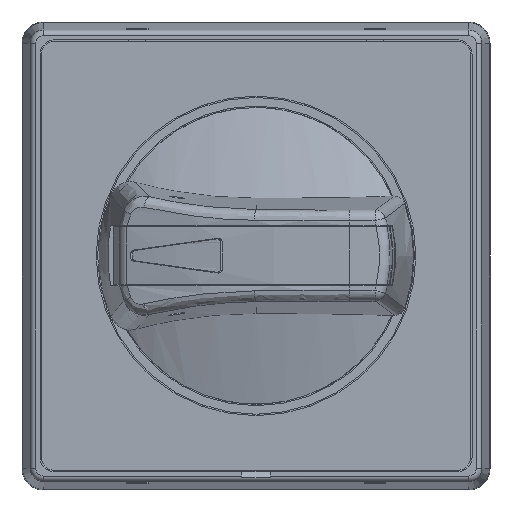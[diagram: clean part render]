
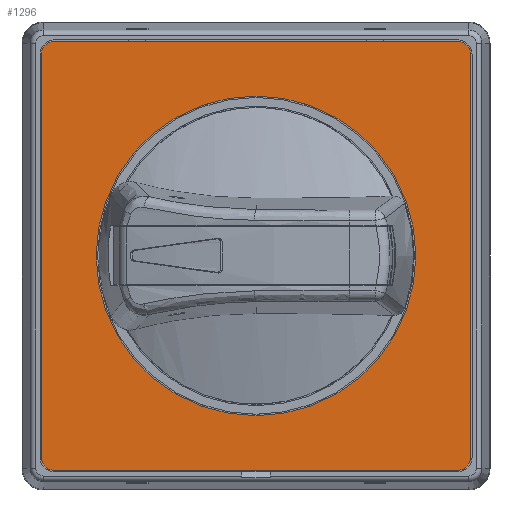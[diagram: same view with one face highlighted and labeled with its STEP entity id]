
A CAD part, top view. The second image highlights one B-rep face of the part: STEP entity #1296.
In plain terms, the highlighted planar face has unit normal (0, 0, 1).
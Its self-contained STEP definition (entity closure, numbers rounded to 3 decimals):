
#450=FACE_BOUND('',#2338,.T.);
#451=FACE_BOUND('',#2339,.T.);
#894=PLANE('',#10009);
#1296=ADVANCED_FACE('',(#450,#451),#894,.T.);
#2338=EDGE_LOOP('',(#5796,#5797,#5798,#5799,#5800,#5801,#5802,#5803));
#2339=EDGE_LOOP('',(#5804));
#2985=LINE('',#23476,#3688);
#2986=LINE('',#23481,#3689);
#2987=LINE('',#23485,#3690);
#2988=LINE('',#23489,#3691);
#3688=VECTOR('',#12330,1.);
#3689=VECTOR('',#12333,1.);
#3690=VECTOR('',#12336,1.);
#3691=VECTOR('',#12339,1.);
#5796=ORIENTED_EDGE('',*,*,#8402,.T.);
#5797=ORIENTED_EDGE('',*,*,#8403,.F.);
#5798=ORIENTED_EDGE('',*,*,#8404,.F.);
#5799=ORIENTED_EDGE('',*,*,#8405,.F.);
#5800=ORIENTED_EDGE('',*,*,#8406,.T.);
#5801=ORIENTED_EDGE('',*,*,#8407,.F.);
#5802=ORIENTED_EDGE('',*,*,#8408,.F.);
#5803=ORIENTED_EDGE('',*,*,#8409,.F.);
#5804=ORIENTED_EDGE('',*,*,#8410,.T.);
#7072=VERTEX_POINT('',#23477);
#7073=VERTEX_POINT('',#23478);
#7074=VERTEX_POINT('',#23480);
#7075=VERTEX_POINT('',#23482);
#7076=VERTEX_POINT('',#23484);
#7077=VERTEX_POINT('',#23486);
#7078=VERTEX_POINT('',#23488);
#7079=VERTEX_POINT('',#23490);
#7080=VERTEX_POINT('',#23493);
#8402=EDGE_CURVE('',#7072,#7073,#2985,.T.);
#8403=EDGE_CURVE('',#7074,#7073,#9090,.T.);
#8404=EDGE_CURVE('',#7075,#7074,#2986,.T.);
#8405=EDGE_CURVE('',#7076,#7075,#9091,.T.);
#8406=EDGE_CURVE('',#7076,#7077,#2987,.T.);
#8407=EDGE_CURVE('',#7078,#7077,#9092,.T.);
#8408=EDGE_CURVE('',#7079,#7078,#2988,.T.);
#8409=EDGE_CURVE('',#7072,#7079,#9093,.T.);
#8410=EDGE_CURVE('',#7080,#7080,#9094,.T.);
#9090=CIRCLE('',#10004,1.8);
#9091=CIRCLE('',#10005,1.8);
#9092=CIRCLE('',#10006,1.8);
#9093=CIRCLE('',#10007,1.8);
#9094=CIRCLE('',#10008,22.2);
#10004=AXIS2_PLACEMENT_3D('',#23479,#12331,#12332);
#10005=AXIS2_PLACEMENT_3D('',#23483,#12334,#12335);
#10006=AXIS2_PLACEMENT_3D('',#23487,#12337,#12338);
#10007=AXIS2_PLACEMENT_3D('',#23491,#12340,#12341);
#10008=AXIS2_PLACEMENT_3D('',#23492,#12342,#12343);
#10009=AXIS2_PLACEMENT_3D('',#23494,#12344,#12345);
#12330=DIRECTION('',(0.,-1.,0.));
#12331=DIRECTION('',(0.,0.,-1.));
#12332=DIRECTION('',(1.,0.,0.));
#12333=DIRECTION('',(-1.,0.,0.));
#12334=DIRECTION('',(0.,0.,-1.));
#12335=DIRECTION('',(0.,1.,0.));
#12336=DIRECTION('',(0.,1.,0.));
#12337=DIRECTION('',(0.,0.,-1.));
#12338=DIRECTION('',(-1.,0.,0.));
#12339=DIRECTION('',(1.,0.,0.));
#12340=DIRECTION('',(0.,0.,-1.));
#12341=DIRECTION('',(0.,-1.,0.));
#12342=DIRECTION('',(0.,0.,-1.));
#12343=DIRECTION('',(0.,-1.,0.));
#12344=DIRECTION('',(0.,0.,1.));
#12345=DIRECTION('',(0.,-1.,0.));
#23476=CARTESIAN_POINT('',(-29.8,-28.,10.9));
#23477=CARTESIAN_POINT('',(-29.8,28.,10.9));
#23478=CARTESIAN_POINT('',(-29.8,-28.,10.9));
#23479=CARTESIAN_POINT('',(-28.,-28.,10.9));
#23480=CARTESIAN_POINT('',(-28.,-29.8,10.9));
#23481=CARTESIAN_POINT('',(28.,-29.8,10.9));
#23482=CARTESIAN_POINT('',(28.,-29.8,10.9));
#23483=CARTESIAN_POINT('',(28.,-28.,10.9));
#23484=CARTESIAN_POINT('',(29.8,-28.,10.9));
#23485=CARTESIAN_POINT('',(29.8,28.,10.9));
#23486=CARTESIAN_POINT('',(29.8,28.,10.9));
#23487=CARTESIAN_POINT('',(28.,28.,10.9));
#23488=CARTESIAN_POINT('',(28.,29.8,10.9));
#23489=CARTESIAN_POINT('',(-28.,29.8,10.9));
#23490=CARTESIAN_POINT('',(-28.,29.8,10.9));
#23491=CARTESIAN_POINT('',(-28.,28.,10.9));
#23492=CARTESIAN_POINT('',(0.,0.,10.9));
#23493=CARTESIAN_POINT('',(0.,22.2,10.9));
#23494=CARTESIAN_POINT('',(0.,0.,10.9));
